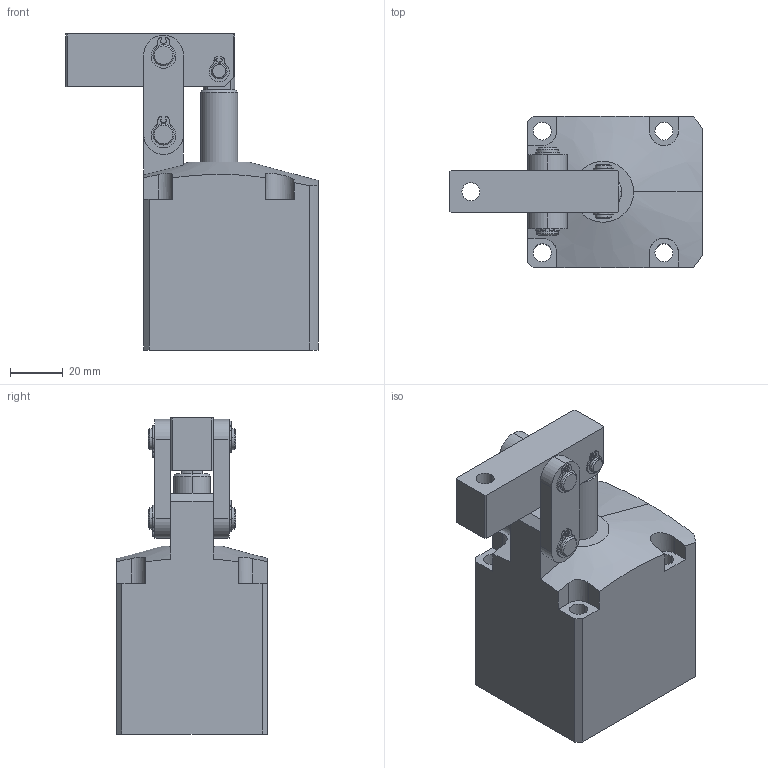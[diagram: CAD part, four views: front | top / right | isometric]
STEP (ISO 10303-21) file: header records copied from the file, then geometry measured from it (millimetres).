
FILE_DESCRIPTION (( 'STEP AP203' ), '1' );
FILE_NAME ('BLU-06.STEP', '2021-04-05T01:24:35', ( '微软用户' ), ( '微软中国' ), 'SwSTEP 2.0', 'SolidWorks 2012', '' );
FILE_SCHEMA (( 'CONFIG_CONTROL_DESIGN' ));
Length unit declared in the file: millimetre
Products named in the file (9): circlips for shaft--type a small gb_GB_CONNECTING_PIECE_RING_RRA 6; circlips for shaft--type a small gb_GB_CONNECTING_PIECE_RING_RRA 8; BLU-06揤旋; BLU-06种粣2; BLU-06种粣1; BLU-06蟀裝; BLU-06活塞杆; BLU-06掛极; BLU-06
Assembly tree (14 placements, depth 2):
  BLU-06
    BLU-06掛极
    BLU-06活塞杆
    BLU-06蟀裝  x2
    BLU-06种粣1
    BLU-06种粣2  x2
    BLU-06揤旋
    circlips for shaft--type a small gb_GB_CONNECTING_PIECE_RING_RRA 8  x4
    circlips for shaft--type a small gb_GB_CONNECTING_PIECE_RING_RRA 6  x2
Bounding box: 95.5 x 57 x 119.5 mm (x, y, z)
Volume: 251606.5 mm3; surface area: 55823.2 mm2
Topology: 14 solids, 14 shells, 408 faces, 1007 edges, 655 vertices
Faces by surface type: cylinder 184, plane 156, cone 44, bspline 16, torus 6, sphere 2
Entity records: 10511 total; most frequent: CARTESIAN_POINT 2505, DIRECTION 1478, ORIENTED_EDGE 1396, EDGE_CURVE 698, AXIS2_PLACEMENT_3D 550, VERTEX_POINT 453, LINE 378, VECTOR 378
